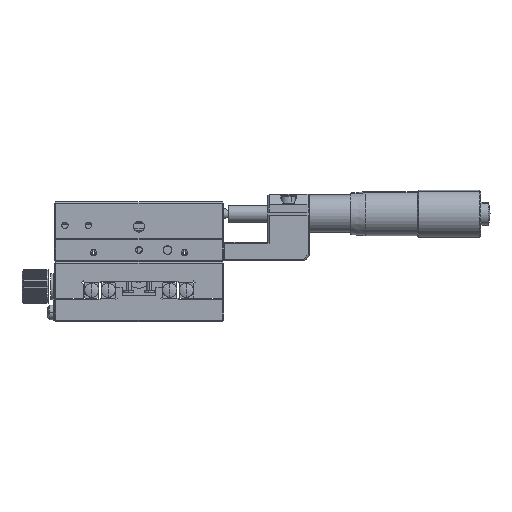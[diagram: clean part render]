
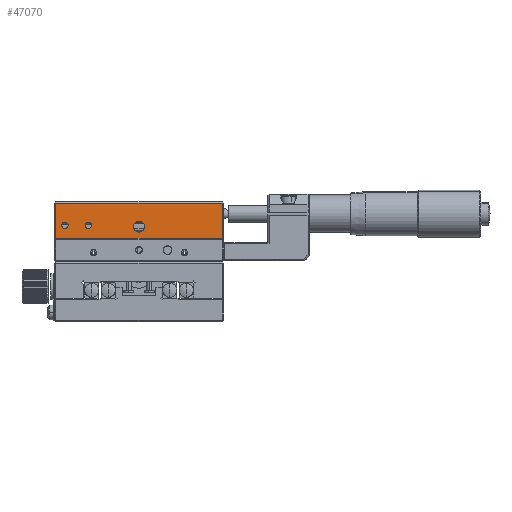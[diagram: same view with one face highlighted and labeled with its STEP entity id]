
A CAD part, top view. The second image highlights one B-rep face of the part: STEP entity #47070.
In plain terms, the highlighted planar face has unit normal (0, 0, 1).
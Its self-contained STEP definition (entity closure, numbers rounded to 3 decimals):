
#78 = DIRECTION ( 'NONE',  ( 0., 0., -1. ) ) ;
#911 = EDGE_CURVE ( 'NONE', #22304, #46677, #32247, .T. ) ;
#1000 = CIRCLE ( 'NONE', #1086, 1.25 ) ;
#1086 = AXIS2_PLACEMENT_3D ( 'NONE', #21185, #47585, #40582 ) ;
#1284 = VERTEX_POINT ( 'NONE', #11184 ) ;
#2037 = CARTESIAN_POINT ( 'NONE',  ( 5.241, 36.5, 32.5 ) ) ;
#2232 = DIRECTION ( 'NONE',  ( -1., 0., 0. ) ) ;
#2932 = VERTEX_POINT ( 'NONE', #45859 ) ;
#3450 = EDGE_CURVE ( 'NONE', #8827, #30377, #8676, .T. ) ;
#3988 = LINE ( 'NONE', #22442, #43316 ) ;
#4039 = AXIS2_PLACEMENT_3D ( 'NONE', #44007, #29059, #2232 ) ;
#4422 = FACE_OUTER_BOUND ( 'NONE', #17431, .T. ) ;
#5155 = DIRECTION ( 'NONE',  ( 0., 1., 0. ) ) ;
#5163 = ORIENTED_EDGE ( 'NONE', *, *, #26890, .T. ) ;
#5686 = EDGE_CURVE ( 'NONE', #8827, #39774, #10288, .T. ) ;
#5904 = AXIS2_PLACEMENT_3D ( 'NONE', #7570, #78, #37467 ) ;
#6117 = AXIS2_PLACEMENT_3D ( 'NONE', #24086, #39564, #39248 ) ;
#6178 = FACE_BOUND ( 'NONE', #29191, .T. ) ;
#6723 = CARTESIAN_POINT ( 'NONE',  ( 35.141, 32., 32.5 ) ) ;
#7302 = ORIENTED_EDGE ( 'NONE', *, *, #26723, .T. ) ;
#7570 = CARTESIAN_POINT ( 'NONE',  ( -25.359, 37., 32.5 ) ) ;
#8676 = LINE ( 'NONE', #23831, #12225 ) ;
#8827 = VERTEX_POINT ( 'NONE', #6723 ) ;
#9086 = EDGE_LOOP ( 'NONE', ( #9966, #41089 ) ) ;
#9490 = CARTESIAN_POINT ( 'NONE',  ( 1.041, 36.5, 32.5 ) ) ;
#9966 = ORIENTED_EDGE ( 'NONE', *, *, #22042, .F. ) ;
#10288 = LINE ( 'NONE', #37358, #21987 ) ;
#11111 = CARTESIAN_POINT ( 'NONE',  ( 35.141, 45.5, 32.5 ) ) ;
#11184 = CARTESIAN_POINT ( 'NONE',  ( -24.109, 37., 32.5 ) ) ;
#11406 = DIRECTION ( 'NONE',  ( 0., 0., -1. ) ) ;
#11452 = ORIENTED_EDGE ( 'NONE', *, *, #15300, .T. ) ;
#11988 = CARTESIAN_POINT ( 'NONE',  ( -28.859, 32., 32.5 ) ) ;
#12225 = VECTOR ( 'NONE', #5155, 1000. ) ;
#12479 = CARTESIAN_POINT ( 'NONE',  ( -28.859, 32., 32.5 ) ) ;
#12937 = ORIENTED_EDGE ( 'NONE', *, *, #37686, .T. ) ;
#15000 = VECTOR ( 'NONE', #35133, 1000. ) ;
#15300 = EDGE_CURVE ( 'NONE', #2932, #33912, #21052, .T. ) ;
#17021 = EDGE_CURVE ( 'NONE', #33021, #39774, #18001, .T. ) ;
#17431 = EDGE_LOOP ( 'NONE', ( #23719, #29562, #12937, #38636 ) ) ;
#17854 = CIRCLE ( 'NONE', #20381, 2.1 ) ;
#18001 = LINE ( 'NONE', #12479, #15000 ) ;
#18948 = DIRECTION ( 'NONE',  ( 1., 0., 0. ) ) ;
#19096 = DIRECTION ( 'NONE',  ( 0., 0., 1. ) ) ;
#20381 = AXIS2_PLACEMENT_3D ( 'NONE', #34036, #19096, #45322 ) ;
#20421 = CARTESIAN_POINT ( 'NONE',  ( -28.859, 45.5, 32.5 ) ) ;
#21052 = CIRCLE ( 'NONE', #6117, 1.25 ) ;
#21185 = CARTESIAN_POINT ( 'NONE',  ( -16.359, 37., 32.5 ) ) ;
#21987 = VECTOR ( 'NONE', #30262, 1000. ) ;
#22042 = EDGE_CURVE ( 'NONE', #46677, #22304, #17854, .T. ) ;
#22304 = VERTEX_POINT ( 'NONE', #2037 ) ;
#22442 = CARTESIAN_POINT ( 'NONE',  ( 35.641, 45.5, 32.5 ) ) ;
#23719 = ORIENTED_EDGE ( 'NONE', *, *, #5686, .F. ) ;
#23831 = CARTESIAN_POINT ( 'NONE',  ( 35.141, 32., 32.5 ) ) ;
#24086 = CARTESIAN_POINT ( 'NONE',  ( -16.359, 37., 32.5 ) ) ;
#25485 = AXIS2_PLACEMENT_3D ( 'NONE', #41755, #11406, #18948 ) ;
#26403 = DIRECTION ( 'NONE',  ( -1., 0., 0. ) ) ;
#26723 = EDGE_CURVE ( 'NONE', #33912, #2932, #1000, .T. ) ;
#26890 = EDGE_CURVE ( 'NONE', #1284, #42939, #27960, .T. ) ;
#27960 = CIRCLE ( 'NONE', #28091, 1.25 ) ;
#28091 = AXIS2_PLACEMENT_3D ( 'NONE', #34640, #42176, #38423 ) ;
#28507 = FACE_BOUND ( 'NONE', #35526, .T. ) ;
#29059 = DIRECTION ( 'NONE',  ( 0., 0., 1. ) ) ;
#29191 = EDGE_LOOP ( 'NONE', ( #36763, #5163 ) ) ;
#29562 = ORIENTED_EDGE ( 'NONE', *, *, #3450, .T. ) ;
#30262 = DIRECTION ( 'NONE',  ( -1., 0., 0. ) ) ;
#30377 = VERTEX_POINT ( 'NONE', #11111 ) ;
#32247 = CIRCLE ( 'NONE', #4039, 2.1 ) ;
#33021 = VERTEX_POINT ( 'NONE', #20421 ) ;
#33756 = FACE_BOUND ( 'NONE', #9086, .T. ) ;
#33912 = VERTEX_POINT ( 'NONE', #42420 ) ;
#34036 = CARTESIAN_POINT ( 'NONE',  ( 3.141, 36.5, 32.5 ) ) ;
#34640 = CARTESIAN_POINT ( 'NONE',  ( -25.359, 37., 32.5 ) ) ;
#35133 = DIRECTION ( 'NONE',  ( 0., -1., 0. ) ) ;
#35526 = EDGE_LOOP ( 'NONE', ( #11452, #7302 ) ) ;
#36763 = ORIENTED_EDGE ( 'NONE', *, *, #43428, .T. ) ;
#37358 = CARTESIAN_POINT ( 'NONE',  ( 35.641, 32., 32.5 ) ) ;
#37467 = DIRECTION ( 'NONE',  ( 1., 0., 0. ) ) ;
#37686 = EDGE_CURVE ( 'NONE', #30377, #33021, #3988, .T. ) ;
#38423 = DIRECTION ( 'NONE',  ( 1., 0., 0. ) ) ;
#38636 = ORIENTED_EDGE ( 'NONE', *, *, #17021, .T. ) ;
#39248 = DIRECTION ( 'NONE',  ( 1., 0., 0. ) ) ;
#39564 = DIRECTION ( 'NONE',  ( 0., 0., -1. ) ) ;
#39774 = VERTEX_POINT ( 'NONE', #11988 ) ;
#40582 = DIRECTION ( 'NONE',  ( 1., 0., 0. ) ) ;
#41089 = ORIENTED_EDGE ( 'NONE', *, *, #911, .F. ) ;
#41278 = CARTESIAN_POINT ( 'NONE',  ( -26.609, 37., 32.5 ) ) ;
#41442 = PLANE ( 'NONE',  #25485 ) ;
#41755 = CARTESIAN_POINT ( 'NONE',  ( 35.641, 32., 32.5 ) ) ;
#42176 = DIRECTION ( 'NONE',  ( 0., 0., -1. ) ) ;
#42420 = CARTESIAN_POINT ( 'NONE',  ( -15.109, 37., 32.5 ) ) ;
#42939 = VERTEX_POINT ( 'NONE', #41278 ) ;
#43316 = VECTOR ( 'NONE', #26403, 1000. ) ;
#43428 = EDGE_CURVE ( 'NONE', #42939, #1284, #44499, .T. ) ;
#44007 = CARTESIAN_POINT ( 'NONE',  ( 3.141, 36.5, 32.5 ) ) ;
#44499 = CIRCLE ( 'NONE', #5904, 1.25 ) ;
#45322 = DIRECTION ( 'NONE',  ( -1., 0., 0. ) ) ;
#45859 = CARTESIAN_POINT ( 'NONE',  ( -17.609, 37., 32.5 ) ) ;
#46677 = VERTEX_POINT ( 'NONE', #9490 ) ;
#47070 = ADVANCED_FACE ( 'NONE', ( #28507, #6178, #4422, #33756 ), #41442, .F. ) ;
#47585 = DIRECTION ( 'NONE',  ( 0., 0., -1. ) ) ;
